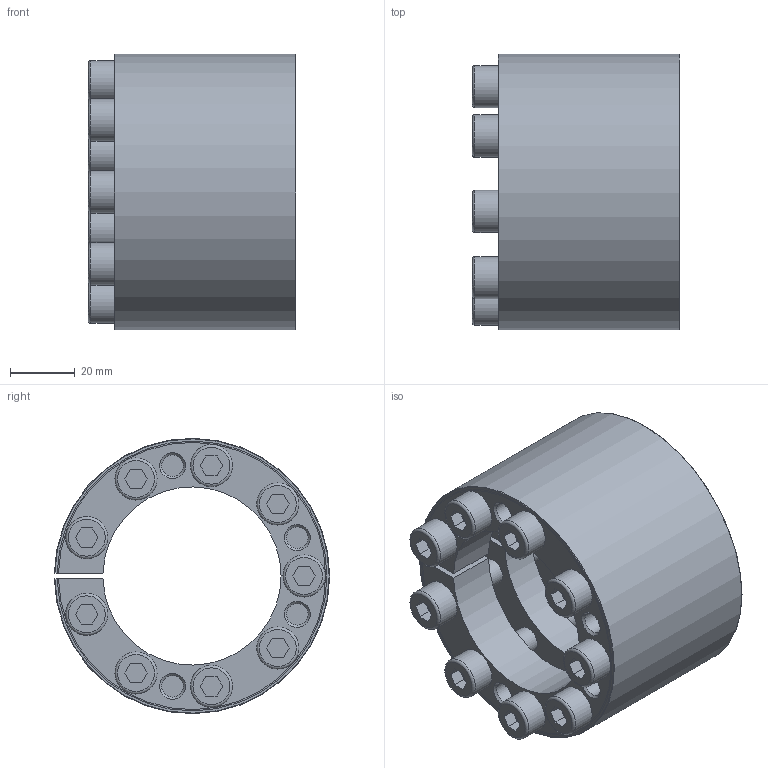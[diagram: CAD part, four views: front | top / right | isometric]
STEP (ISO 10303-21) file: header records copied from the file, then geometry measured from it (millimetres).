
FILE_DESCRIPTION(/* description */ ('STEP AP214'),/* implementation_level */ '2;1');
FILE_NAME(/* name */ 'KLEE055',/* time_stamp */ '2024-05-23T14:06:04+02:00',/* author */ ('License CC BY-ND 4.0'),/* organization */ ('CADENAS'),/* preprocessor_version */ 'ST-DEVELOPER v19.3',/* originating_system */ 'PARTsolutions',/* authorisation */ ' ');
FILE_SCHEMA (('AUTOMOTIVE_DESIGN {1 0 10303 214 3 1 1}'));
Length unit declared in the file: millimetre
Products named in the file (6): KLEE055; KLEE055_threaded_KLEE; KLEE055_outer; KLEE055_threaded_KLEE2; KLEE055_nothread; 96_KLEE
Assembly tree (13 placements, depth 2):
  KLEE055
    KLEE055_threaded_KLEE
    KLEE055_outer
    KLEE055_threaded_KLEE2
    KLEE055_nothread
    96_KLEE  x9
Bounding box: 64 x 84.99 x 85 mm (x, y, z)
Volume: 164768.9 mm3; surface area: 84327.7 mm2
Topology: 12 solids, 12 shells, 234 faces, 505 edges, 314 vertices
Faces by surface type: plane 104, cylinder 53, cone 48, torus 29
Full cylindrical faces by diameter (mm): 6.647 x22, 8 x9, 8.4 x9, 13 x9
Entity records: 2875 total; most frequent: DIRECTION 496, CARTESIAN_POINT 463, ORIENTED_EDGE 338, AXIS2_PLACEMENT_3D 227, EDGE_LOOP 226, FACE_BOUND 226, EDGE_CURVE 169, VERTEX_POINT 145
